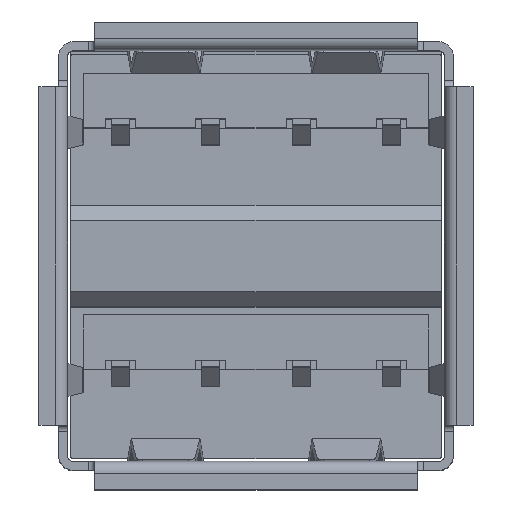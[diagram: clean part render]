
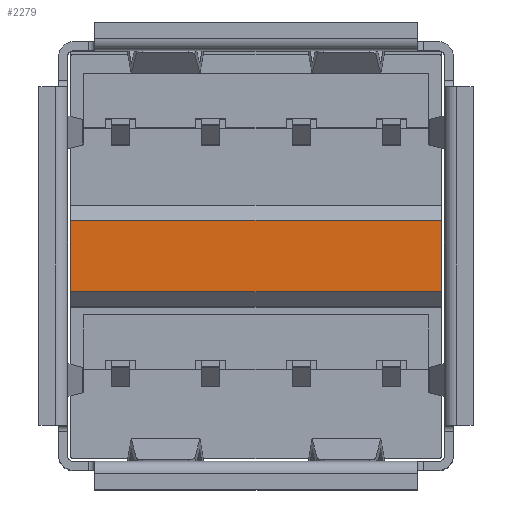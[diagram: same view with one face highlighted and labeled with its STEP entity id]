
A CAD part, top view. The second image highlights one B-rep face of the part: STEP entity #2279.
In plain terms, the highlighted planar face has unit normal (0, 0, 1).
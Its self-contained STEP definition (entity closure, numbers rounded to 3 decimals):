
#2126 = VERTEX_POINT('',#2127);
#2127 = CARTESIAN_POINT('',(-6.15,-2.29,
    10.5));
#2133 = EDGE_CURVE('',#2134,#2126,#2136,.T.);
#2134 = VERTEX_POINT('',#2135);
#2135 = CARTESIAN_POINT('',(-6.15,0.09,
    10.5));
#2136 = LINE('',#2137,#2138);
#2137 = CARTESIAN_POINT('',(-6.15,0.59,
    10.5));
#2138 = VECTOR('',#2139,1.);
#2139 = DIRECTION('',(0.,-1.,0.));
#2202 = EDGE_CURVE('',#2203,#2205,#2207,.T.);
#2203 = VERTEX_POINT('',#2204);
#2204 = CARTESIAN_POINT('',(6.15,-2.29,
    10.5));
#2205 = VERTEX_POINT('',#2206);
#2206 = CARTESIAN_POINT('',(6.15,0.09,
    10.5));
#2207 = LINE('',#2208,#2209);
#2208 = CARTESIAN_POINT('',(6.15,0.59,
    10.5));
#2209 = VECTOR('',#2210,1.);
#2210 = DIRECTION('',(0.,1.,0.));
#2279 = ADVANCED_FACE('',(#2280),#2296,.T.);
#2280 = FACE_BOUND('',#2281,.T.);
#2281 = EDGE_LOOP('',(#2282,#2283,#2289,#2290));
#2282 = ORIENTED_EDGE('',*,*,#2133,.T.);
#2283 = ORIENTED_EDGE('',*,*,#2284,.T.);
#2284 = EDGE_CURVE('',#2126,#2203,#2285,.T.);
#2285 = LINE('',#2286,#2287);
#2286 = CARTESIAN_POINT('',(6.15,-2.29,
    10.5));
#2287 = VECTOR('',#2288,1.);
#2288 = DIRECTION('',(1.,0.,0.));
#2289 = ORIENTED_EDGE('',*,*,#2202,.T.);
#2290 = ORIENTED_EDGE('',*,*,#2291,.T.);
#2291 = EDGE_CURVE('',#2205,#2134,#2292,.T.);
#2292 = LINE('',#2293,#2294);
#2293 = CARTESIAN_POINT('',(-6.15,0.09,
    10.5));
#2294 = VECTOR('',#2295,1.);
#2295 = DIRECTION('',(-1.,0.,0.));
#2296 = PLANE('',#2297);
#2297 = AXIS2_PLACEMENT_3D('',#2298,#2299,#2300);
#2298 = CARTESIAN_POINT('',(-6.05,5.51,
    10.5));
#2299 = DIRECTION('',(0.,0.,1.));
#2300 = DIRECTION('',(0.,1.,0.));
